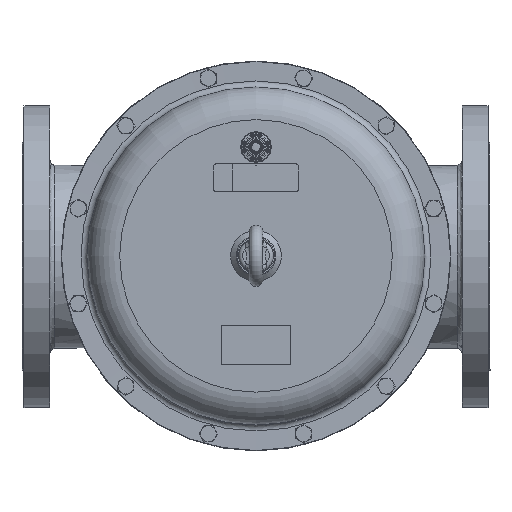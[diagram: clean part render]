
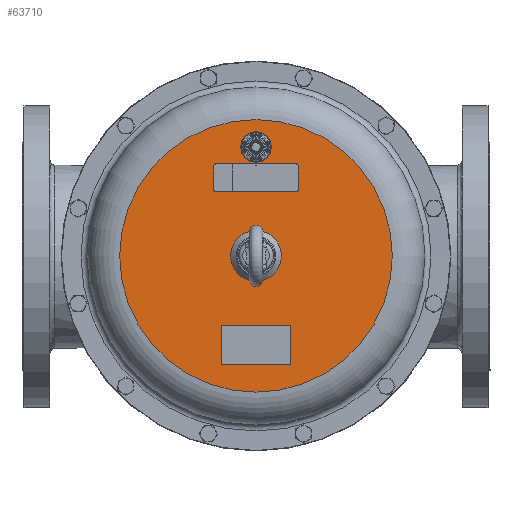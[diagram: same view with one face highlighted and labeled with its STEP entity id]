
A CAD part, top view. The second image highlights one B-rep face of the part: STEP entity #63710.
In plain terms, the highlighted planar face has unit normal (0, 0, 1).
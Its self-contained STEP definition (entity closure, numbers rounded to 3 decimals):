
#5378=FACE_BOUND('',#14417,.T.);
#5379=FACE_BOUND('',#14418,.T.);
#5380=FACE_BOUND('',#14419,.T.);
#5381=FACE_BOUND('',#14420,.T.);
#7187=CIRCLE('',#68562,137.75);
#7204=CIRCLE('',#68587,14.);
#7205=CIRCLE('',#68589,25.657);
#7340=CIRCLE('',#68913,2.);
#7341=CIRCLE('',#68916,2.);
#7342=CIRCLE('',#68919,2.);
#7343=CIRCLE('',#68922,2.);
#10578=FACE_OUTER_BOUND('',#14416,.T.);
#14416=EDGE_LOOP('',(#49140));
#14417=EDGE_LOOP('',(#49141));
#14418=EDGE_LOOP('',(#49142,#49143,#49144,#49145,#49146,#49147,#49148,#49149));
#14419=EDGE_LOOP('',(#49150,#49151,#49152,#49153));
#14420=EDGE_LOOP('',(#49154));
#18354=LINE('',#123938,#21833);
#18358=LINE('',#123947,#21837);
#18361=LINE('',#123955,#21840);
#18364=LINE('',#123963,#21843);
#18366=LINE('',#123970,#21845);
#18369=LINE('',#123975,#21848);
#18371=LINE('',#123979,#21850);
#18373=LINE('',#123982,#21852);
#21833=VECTOR('',#81072,1000.);
#21837=VECTOR('',#81082,1000.);
#21840=VECTOR('',#81091,1000.);
#21843=VECTOR('',#81100,1000.);
#21845=VECTOR('',#81108,1000.);
#21848=VECTOR('',#81113,1000.);
#21850=VECTOR('',#81117,1000.);
#21852=VECTOR('',#81121,1000.);
#26406=VERTEX_POINT('',#122043);
#26437=VERTEX_POINT('',#122112);
#26438=VERTEX_POINT('',#122116);
#26695=VERTEX_POINT('',#123936);
#26696=VERTEX_POINT('',#123937);
#26697=VERTEX_POINT('',#123942);
#26698=VERTEX_POINT('',#123946);
#26699=VERTEX_POINT('',#123950);
#26700=VERTEX_POINT('',#123954);
#26701=VERTEX_POINT('',#123958);
#26702=VERTEX_POINT('',#123962);
#26703=VERTEX_POINT('',#123968);
#26704=VERTEX_POINT('',#123969);
#26705=VERTEX_POINT('',#123974);
#26706=VERTEX_POINT('',#123978);
#34002=EDGE_CURVE('',#26406,#26406,#7187,.T.);
#34035=EDGE_CURVE('',#26437,#26437,#7204,.T.);
#34037=EDGE_CURVE('',#26438,#26438,#7205,.T.);
#34439=EDGE_CURVE('',#26695,#26696,#18354,.T.);
#34442=EDGE_CURVE('',#26696,#26697,#7340,.T.);
#34444=EDGE_CURVE('',#26697,#26698,#18358,.T.);
#34446=EDGE_CURVE('',#26698,#26699,#7341,.T.);
#34448=EDGE_CURVE('',#26699,#26700,#18361,.T.);
#34450=EDGE_CURVE('',#26700,#26701,#7342,.T.);
#34452=EDGE_CURVE('',#26701,#26702,#18364,.T.);
#34454=EDGE_CURVE('',#26702,#26695,#7343,.T.);
#34455=EDGE_CURVE('',#26703,#26704,#18366,.T.);
#34458=EDGE_CURVE('',#26704,#26705,#18369,.T.);
#34460=EDGE_CURVE('',#26705,#26706,#18371,.T.);
#34462=EDGE_CURVE('',#26706,#26703,#18373,.T.);
#49140=ORIENTED_EDGE('',*,*,#34002,.F.);
#49141=ORIENTED_EDGE('',*,*,#34037,.T.);
#49142=ORIENTED_EDGE('',*,*,#34454,.F.);
#49143=ORIENTED_EDGE('',*,*,#34452,.F.);
#49144=ORIENTED_EDGE('',*,*,#34450,.F.);
#49145=ORIENTED_EDGE('',*,*,#34448,.F.);
#49146=ORIENTED_EDGE('',*,*,#34446,.F.);
#49147=ORIENTED_EDGE('',*,*,#34444,.F.);
#49148=ORIENTED_EDGE('',*,*,#34442,.F.);
#49149=ORIENTED_EDGE('',*,*,#34439,.F.);
#49150=ORIENTED_EDGE('',*,*,#34462,.F.);
#49151=ORIENTED_EDGE('',*,*,#34460,.F.);
#49152=ORIENTED_EDGE('',*,*,#34458,.F.);
#49153=ORIENTED_EDGE('',*,*,#34455,.F.);
#49154=ORIENTED_EDGE('',*,*,#34035,.T.);
#57382=PLANE('',#68957);
#63710=ADVANCED_FACE('',(#10578,#5378,#5379,#5380,#5381),#57382,.F.);
#68562=AXIS2_PLACEMENT_3D('',#122045,#80244,#80245);
#68587=AXIS2_PLACEMENT_3D('',#122113,#80306,#80307);
#68589=AXIS2_PLACEMENT_3D('',#122117,#80311,#80312);
#68913=AXIS2_PLACEMENT_3D('',#123943,#81077,#81078);
#68916=AXIS2_PLACEMENT_3D('',#123951,#81086,#81087);
#68919=AXIS2_PLACEMENT_3D('',#123959,#81095,#81096);
#68922=AXIS2_PLACEMENT_3D('',#123966,#81104,#81105);
#68957=AXIS2_PLACEMENT_3D('',#124053,#81216,#81217);
#80244=DIRECTION('center_axis',(0.,0.,
-1.));
#80245=DIRECTION('ref_axis',(-1.,0.,0.));
#80306=DIRECTION('center_axis',(0.,0.,
-1.));
#80307=DIRECTION('ref_axis',(-1.,0.,0.));
#80311=DIRECTION('center_axis',(0.,0.,
-1.));
#80312=DIRECTION('ref_axis',(-1.,0.,0.));
#81072=DIRECTION('',(0.,1.,0.));
#81077=DIRECTION('center_axis',(0.,0.,
1.));
#81078=DIRECTION('ref_axis',(1.,0.,0.));
#81082=DIRECTION('',(-1.,0.,0.));
#81086=DIRECTION('center_axis',(0.,0.,
1.));
#81087=DIRECTION('ref_axis',(1.,0.,0.));
#81091=DIRECTION('',(0.,-1.,0.));
#81095=DIRECTION('center_axis',(0.,0.,
1.));
#81096=DIRECTION('ref_axis',(1.,0.,0.));
#81100=DIRECTION('',(1.,0.,0.));
#81104=DIRECTION('center_axis',(0.,0.,
1.));
#81105=DIRECTION('ref_axis',(1.,0.,0.));
#81108=DIRECTION('',(-1.,0.,0.));
#81113=DIRECTION('',(0.,-1.,0.));
#81117=DIRECTION('',(1.,0.,0.));
#81121=DIRECTION('',(0.,1.,0.));
#81216=DIRECTION('center_axis',(0.,0.,
-1.));
#81217=DIRECTION('ref_axis',(-1.,0.,0.));
#122043=CARTESIAN_POINT('',(137.75,0.,529.));
#122045=CARTESIAN_POINT('Origin',(0.,0.,
529.));
#122112=CARTESIAN_POINT('',(14.,110.,529.));
#122113=CARTESIAN_POINT('Origin',(0.,110.,
529.));
#122116=CARTESIAN_POINT('',(25.657,0.,529.));
#122117=CARTESIAN_POINT('Origin',(0.,0.,
529.));
#123936=CARTESIAN_POINT('',(42.5,67.,529.));
#123937=CARTESIAN_POINT('',(42.5,91.,529.));
#123938=CARTESIAN_POINT('',(42.5,67.,529.));
#123942=CARTESIAN_POINT('',(40.5,93.,529.));
#123943=CARTESIAN_POINT('Origin',(40.5,91.,529.));
#123946=CARTESIAN_POINT('',(-40.5,93.,529.));
#123947=CARTESIAN_POINT('',(40.5,93.,529.));
#123950=CARTESIAN_POINT('',(-42.5,91.,529.));
#123951=CARTESIAN_POINT('Origin',(-40.5,91.,529.));
#123954=CARTESIAN_POINT('',(-42.5,67.,529.));
#123955=CARTESIAN_POINT('',(-42.5,67.,529.));
#123958=CARTESIAN_POINT('',(-40.5,65.,529.));
#123959=CARTESIAN_POINT('Origin',(-40.5,67.,529.));
#123962=CARTESIAN_POINT('',(40.5,65.,529.));
#123963=CARTESIAN_POINT('',(40.5,65.,529.));
#123966=CARTESIAN_POINT('Origin',(40.5,67.,529.));
#123968=CARTESIAN_POINT('',(35.,-70.,529.));
#123969=CARTESIAN_POINT('',(-35.,-70.,529.));
#123970=CARTESIAN_POINT('',(35.,-70.,529.));
#123974=CARTESIAN_POINT('',(-35.,-110.,529.));
#123975=CARTESIAN_POINT('',(-35.,-70.,529.));
#123978=CARTESIAN_POINT('',(35.,-110.,529.));
#123979=CARTESIAN_POINT('',(35.,-110.,529.));
#123982=CARTESIAN_POINT('',(35.,-70.,529.));
#124053=CARTESIAN_POINT('Origin',(0.,0.,
529.));
